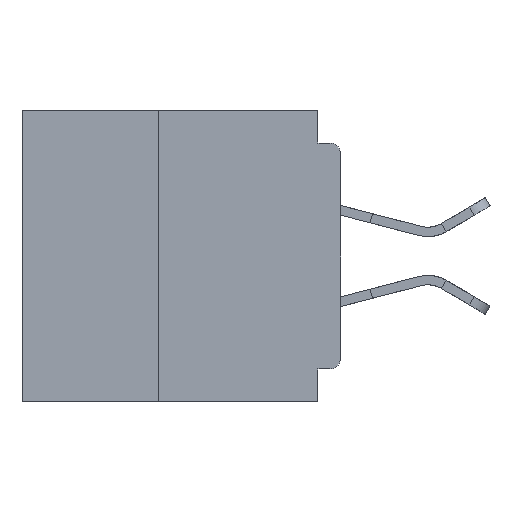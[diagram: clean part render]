
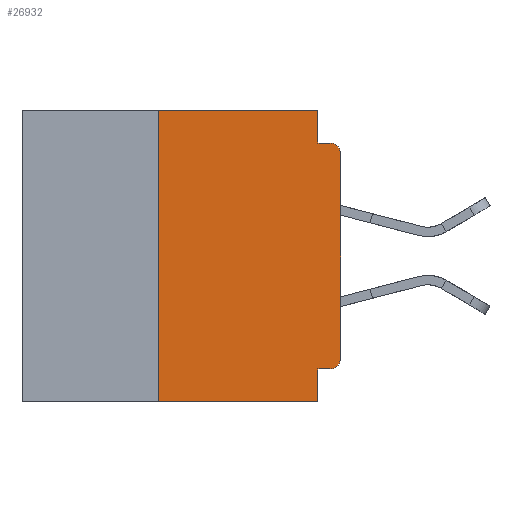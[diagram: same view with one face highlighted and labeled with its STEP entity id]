
A CAD part, left-side view. The second image highlights one B-rep face of the part: STEP entity #26932.
In plain terms, the highlighted planar face has unit normal (-1, 0, 0).
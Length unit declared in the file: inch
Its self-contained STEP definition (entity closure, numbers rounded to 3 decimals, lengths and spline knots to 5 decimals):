
#362 = VECTOR ( 'NONE', #1182, 39.37008 ) ;
#616 = ORIENTED_EDGE ( 'NONE', *, *, #36056, .T. ) ;
#734 = DIRECTION ( 'NONE',  ( 0., 0., -1. ) ) ;
#1048 = EDGE_CURVE ( 'NONE', #2956, #37897, #24701, .T. ) ;
#1100 = CARTESIAN_POINT ( 'NONE',  ( 0., 0.015, -0.045 ) ) ;
#1182 = DIRECTION ( 'NONE',  ( 0., 0., -1. ) ) ;
#1533 = CARTESIAN_POINT ( 'NONE',  ( 0., 0.437, 0. ) ) ;
#1886 = LINE ( 'NONE', #35559, #17159 ) ;
#2956 = VERTEX_POINT ( 'NONE', #37848 ) ;
#3109 = EDGE_CURVE ( 'NONE', #19267, #23576, #16919, .T. ) ;
#3751 = ORIENTED_EDGE ( 'NONE', *, *, #24890, .F. ) ;
#4064 = VERTEX_POINT ( 'NONE', #1100 ) ;
#4684 = DIRECTION ( 'NONE',  ( 0., -1., 0. ) ) ;
#6111 = LINE ( 'NONE', #19889, #36561 ) ;
#6192 = VECTOR ( 'NONE', #22905, 39.37008 ) ;
#6284 = ORIENTED_EDGE ( 'NONE', *, *, #24651, .F. ) ;
#6310 = EDGE_CURVE ( 'NONE', #14480, #4064, #10246, .T. ) ;
#7266 = CARTESIAN_POINT ( 'NONE',  ( 0., 0., -0.355 ) ) ;
#7360 = ORIENTED_EDGE ( 'NONE', *, *, #10869, .T. ) ;
#7567 = LINE ( 'NONE', #12561, #29967 ) ;
#7736 = CARTESIAN_POINT ( 'NONE',  ( 0., 0., 0. ) ) ;
#10246 = CIRCLE ( 'NONE', #13367, 0.015 ) ;
#10781 = DIRECTION ( 'NONE',  ( 0., 0., -1. ) ) ;
#10869 = EDGE_CURVE ( 'NONE', #34653, #38682, #14936, .T. ) ;
#11819 = CARTESIAN_POINT ( 'NONE',  ( 0., 0.015, -0.06 ) ) ;
#12561 = CARTESIAN_POINT ( 'NONE',  ( 0., 0.25, -0.4 ) ) ;
#12684 = ORIENTED_EDGE ( 'NONE', *, *, #3109, .T. ) ;
#13115 = VECTOR ( 'NONE', #34662, 39.37008 ) ;
#13367 = AXIS2_PLACEMENT_3D ( 'NONE', #11819, #33059, #14862 ) ;
#13722 = EDGE_CURVE ( 'NONE', #37897, #4064, #6111, .T. ) ;
#14314 = LINE ( 'NONE', #7736, #6192 ) ;
#14480 = VERTEX_POINT ( 'NONE', #28353 ) ;
#14862 = DIRECTION ( 'NONE',  ( 0., 0., -1. ) ) ;
#14936 = CIRCLE ( 'NONE', #23679, 0.015 ) ;
#15613 = DIRECTION ( 'NONE',  ( 0., 0., 1. ) ) ;
#16692 = CARTESIAN_POINT ( 'NONE',  ( 0., 0.031, -0.355 ) ) ;
#16919 = LINE ( 'NONE', #35009, #13115 ) ;
#17159 = VECTOR ( 'NONE', #38629, 39.37008 ) ;
#18680 = VERTEX_POINT ( 'NONE', #31474 ) ;
#18753 = ORIENTED_EDGE ( 'NONE', *, *, #13722, .F. ) ;
#18998 = DIRECTION ( 'NONE',  ( -1., 0., 0. ) ) ;
#19232 = VECTOR ( 'NONE', #20568, 39.37008 ) ;
#19267 = VERTEX_POINT ( 'NONE', #25708 ) ;
#19322 = ORIENTED_EDGE ( 'NONE', *, *, #37852, .F. ) ;
#19889 = CARTESIAN_POINT ( 'NONE',  ( 0., 0., -0.045 ) ) ;
#20483 = ORIENTED_EDGE ( 'NONE', *, *, #1048, .F. ) ;
#20568 = DIRECTION ( 'NONE',  ( 0., 0., -1. ) ) ;
#20595 = EDGE_LOOP ( 'NONE', ( #616, #29817, #18753, #20483, #28333, #19322, #12684, #3751, #6284, #7360 ) ) ;
#22671 = AXIS2_PLACEMENT_3D ( 'NONE', #1533, #29032, #10781 ) ;
#22905 = DIRECTION ( 'NONE',  ( 0., 0., 1. ) ) ;
#23576 = VERTEX_POINT ( 'NONE', #31847 ) ;
#23609 = CARTESIAN_POINT ( 'NONE',  ( 0., 0.031, -0.4 ) ) ;
#23679 = AXIS2_PLACEMENT_3D ( 'NONE', #37206, #18998, #734 ) ;
#24651 = EDGE_CURVE ( 'NONE', #34653, #29403, #34960, .T. ) ;
#24701 = LINE ( 'NONE', #34877, #362 ) ;
#24890 = EDGE_CURVE ( 'NONE', #29403, #23576, #35422, .T. ) ;
#24924 = CARTESIAN_POINT ( 'NONE',  ( 0., 0.031, -0.045 ) ) ;
#25266 = CARTESIAN_POINT ( 'NONE',  ( 0., 0.015, -0.355 ) ) ;
#25708 = CARTESIAN_POINT ( 'NONE',  ( 0., 0.25, -0.4 ) ) ;
#26876 = VECTOR ( 'NONE', #28744, 39.37008 ) ;
#26932 = ADVANCED_FACE ( 'NONE', ( #32857 ), #28891, .F. ) ;
#27763 = EDGE_CURVE ( 'NONE', #18680, #2956, #1886, .T. ) ;
#28333 = ORIENTED_EDGE ( 'NONE', *, *, #27763, .F. ) ;
#28353 = CARTESIAN_POINT ( 'NONE',  ( 0., 0., -0.06 ) ) ;
#28744 = DIRECTION ( 'NONE',  ( 0., 1., 0. ) ) ;
#28891 = PLANE ( 'NONE',  #22671 ) ;
#29032 = DIRECTION ( 'NONE',  ( 1., 0., 0. ) ) ;
#29403 = VERTEX_POINT ( 'NONE', #16692 ) ;
#29817 = ORIENTED_EDGE ( 'NONE', *, *, #6310, .T. ) ;
#29967 = VECTOR ( 'NONE', #15613, 39.37008 ) ;
#31474 = CARTESIAN_POINT ( 'NONE',  ( 0., 0.25, 0. ) ) ;
#31847 = CARTESIAN_POINT ( 'NONE',  ( 0., 0.031, -0.4 ) ) ;
#32857 = FACE_OUTER_BOUND ( 'NONE', #20595, .T. ) ;
#33059 = DIRECTION ( 'NONE',  ( -1., 0., 0. ) ) ;
#34653 = VERTEX_POINT ( 'NONE', #25266 ) ;
#34662 = DIRECTION ( 'NONE',  ( 0., -1., 0. ) ) ;
#34877 = CARTESIAN_POINT ( 'NONE',  ( 0., 0.031, 0. ) ) ;
#34960 = LINE ( 'NONE', #7266, #26876 ) ;
#35009 = CARTESIAN_POINT ( 'NONE',  ( 0., 0.437, -0.4 ) ) ;
#35422 = LINE ( 'NONE', #23609, #19232 ) ;
#35521 = CARTESIAN_POINT ( 'NONE',  ( 0., 0., -0.34 ) ) ;
#35559 = CARTESIAN_POINT ( 'NONE',  ( 0., 0.437, 0. ) ) ;
#36056 = EDGE_CURVE ( 'NONE', #38682, #14480, #14314, .T. ) ;
#36561 = VECTOR ( 'NONE', #4684, 39.37008 ) ;
#37206 = CARTESIAN_POINT ( 'NONE',  ( 0., 0.015, -0.34 ) ) ;
#37848 = CARTESIAN_POINT ( 'NONE',  ( 0., 0.031, 0. ) ) ;
#37852 = EDGE_CURVE ( 'NONE', #19267, #18680, #7567, .T. ) ;
#37897 = VERTEX_POINT ( 'NONE', #24924 ) ;
#38629 = DIRECTION ( 'NONE',  ( 0., -1., 0. ) ) ;
#38682 = VERTEX_POINT ( 'NONE', #35521 ) ;
